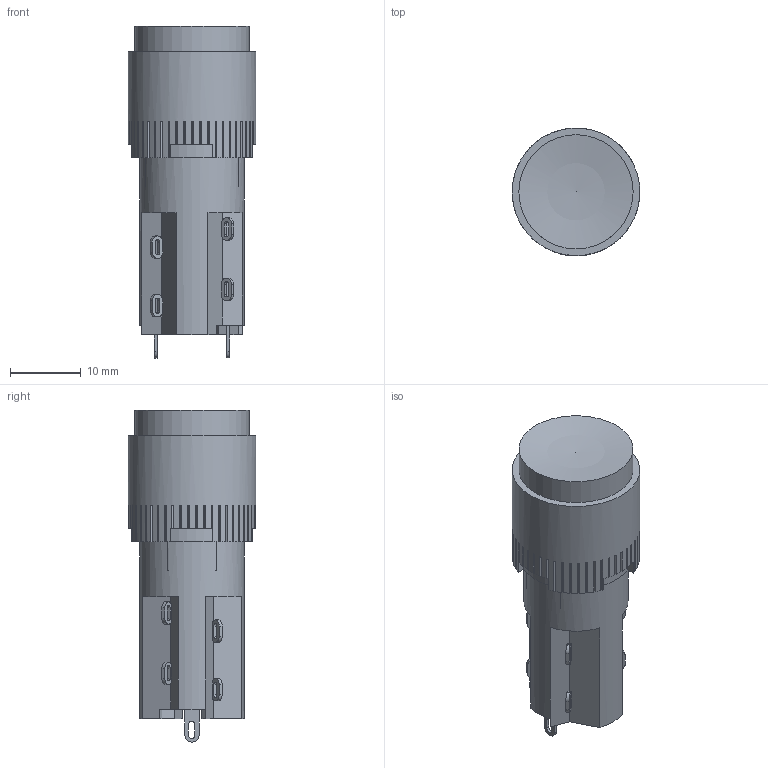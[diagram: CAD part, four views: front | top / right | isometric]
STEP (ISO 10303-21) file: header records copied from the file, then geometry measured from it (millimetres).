
FILE_DESCRIPTION((' '),'2;1');
FILE_NAME('D16xxR12xxxxxxx.stp','2017-07-31T15:38:19',(' '),(' '),' ','ACIS',' ');
FILE_SCHEMA(('CONFIG_CONTROL_DESIGN'));
Length unit declared in the file: inch
Products named in the file (3): D16xxR12xxxxxxx.stp; Body1; Body2
Assembly tree (2 placements, depth 2):
  D16xxR12xxxxxxx.stp
    Body1
    Body2
Bounding box: 18 x 18 x 46.8 mm (x, y, z)
Volume: 5771.5 mm3; surface area: 6521.5 mm2
Topology: 2 solids, 3 shells, 622 faces, 1784 edges, 1184 vertices
Faces by surface type: plane 461, cylinder 105, bspline 54, sphere 1, cone 1
Full cylindrical faces by diameter (mm): 3.2 x2, 3.5 x1, 8.4 x1, 14.4 x1, 14.524 x1, 14.7 x1, 16.1 x2, 18 x1
Entity records: 21723 total; most frequent: CARTESIAN_POINT 5118, ORIENTED_EDGE 3528, DIRECTION 3163, EDGE_CURVE 1764, VECTOR 1287, LINE 1287, VERTEX_POINT 1176, AXIS2_PLACEMENT_3D 938
